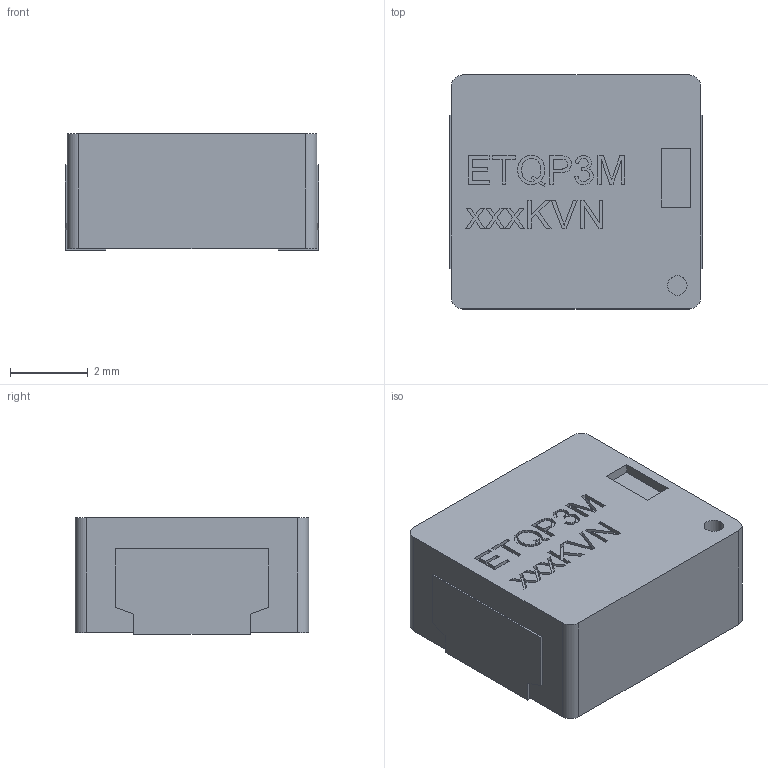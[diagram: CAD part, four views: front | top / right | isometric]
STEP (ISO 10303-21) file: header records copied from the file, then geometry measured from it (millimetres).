
FILE_DESCRIPTION (( 'STEP AP214' ), '1' );
FILE_NAME ('User Library-L Panasonic ETQP3MxxxKVN.STEP', '2019-03-22T21:47:20', ( '' ), ( '' ), 'SwSTEP 2.0', 'SolidWorks 2019', '' );
FILE_SCHEMA (( 'AUTOMOTIVE_DESIGN' ));
Length unit declared in the file: millimetre
Products named in the file (3): User Library-L Panasonic ETQP3MxxxKVN_Body; User Library-L Panasonic ETQP3MxxxKVN_Pin; User Library-L Panasonic ETQP3MxxxKVN
Assembly tree (3 placements, depth 2):
  User Library-L Panasonic ETQP3MxxxKVN
    User Library-L Panasonic ETQP3MxxxKVN_Body
    User Library-L Panasonic ETQP3MxxxKVN_Pin  x2
Bounding box: 6.5 x 6 x 3 mm (x, y, z)
Volume: 113.6 mm3; surface area: 200.1 mm2
Topology: 3 solids, 3 shells, 344 faces, 966 edges, 644 vertices
Faces by surface type: plane 338, cylinder 6
Entity records: 10784 total; most frequent: CARTESIAN_POINT 1898, ORIENTED_EDGE 1872, DIRECTION 1624, EDGE_CURVE 936, VECTOR 924, LINE 924, VERTEX_POINT 624, AXIS2_PLACEMENT_3D 350
